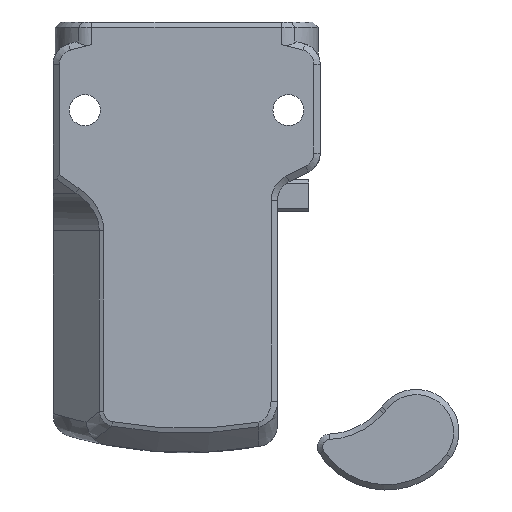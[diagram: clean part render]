
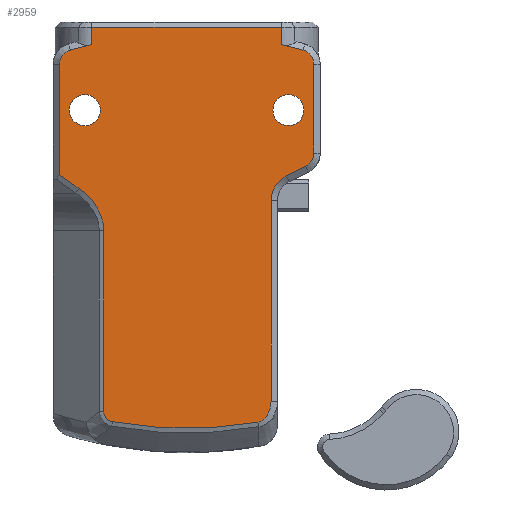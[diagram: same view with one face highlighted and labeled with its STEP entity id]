
A CAD part, front view. The second image highlights one B-rep face of the part: STEP entity #2959.
In plain terms, the highlighted planar face has unit normal (0, -1, 0).
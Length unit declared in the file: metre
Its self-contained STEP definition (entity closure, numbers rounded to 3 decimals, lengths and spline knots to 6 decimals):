
#28=FACE_BOUND('',#331,.T.);
#29=FACE_BOUND('',#332,.T.);
#89=B_SPLINE_CURVE_WITH_KNOTS('',3,(#4624,#4625,#4626,#4627),
 .UNSPECIFIED.,.F.,.F.,(4,4),(0.,1.),.UNSPECIFIED.);
#90=B_SPLINE_CURVE_WITH_KNOTS('',3,(#4631,#4632,#4633,#4634,#4635,#4636,
#4637,#4638,#4639,#4640),.UNSPECIFIED.,.F.,.F.,(4,2,2,2,4),(-0.138738,
-0.1013,-0.069571,-0.037802,0.),
 .UNSPECIFIED.);
#91=B_SPLINE_CURVE_WITH_KNOTS('',3,(#4644,#4645,#4646,#4647,#4648,#4649,
#4650,#4651,#4652,#4653,#4654,#4655),.UNSPECIFIED.,.F.,.F.,(4,2,2,2,2,4),
(-0.323088,-0.266501,-0.210442,-0.125527,
-0.062969,0.),.UNSPECIFIED.);
#155=FACE_OUTER_BOUND('',#330,.T.);
#330=EDGE_LOOP('',(#2061,#2062,#2063,#2064,#2065,#2066,#2067,#2068,#2069,
#2070,#2071,#2072,#2073,#2074,#2075,#2076,#2077,#2078,#2079));
#331=EDGE_LOOP('',(#2080));
#332=EDGE_LOOP('',(#2081));
#500=CIRCLE('',#3138,0.039463);
#518=CIRCLE('',#3174,0.0014);
#519=CIRCLE('',#3175,0.037814);
#520=CIRCLE('',#3176,0.0026);
#521=CIRCLE('',#3177,0.0014);
#522=CIRCLE('',#3178,0.0014);
#523=CIRCLE('',#3179,0.039463);
#524=CIRCLE('',#3180,0.00145);
#525=CIRCLE('',#3181,0.00145);
#651=LINE('',#4613,#966);
#652=LINE('',#4615,#967);
#653=LINE('',#4616,#968);
#654=LINE('',#4620,#969);
#655=LINE('',#4622,#970);
#656=LINE('',#4629,#971);
#657=LINE('',#4657,#972);
#658=LINE('',#4661,#973);
#659=LINE('',#4665,#974);
#966=VECTOR('',#3546,1.);
#967=VECTOR('',#3547,1.);
#968=VECTOR('',#3548,1.);
#969=VECTOR('',#3551,1.);
#970=VECTOR('',#3552,1.);
#971=VECTOR('',#3553,1.);
#972=VECTOR('',#3556,1.);
#973=VECTOR('',#3559,1.);
#974=VECTOR('',#3562,1.);
#1230=VERTEX_POINT('',#4284);
#1231=VERTEX_POINT('',#4286);
#1305=VERTEX_POINT('',#4611);
#1306=VERTEX_POINT('',#4612);
#1307=VERTEX_POINT('',#4614);
#1308=VERTEX_POINT('',#4617);
#1309=VERTEX_POINT('',#4619);
#1310=VERTEX_POINT('',#4621);
#1311=VERTEX_POINT('',#4623);
#1312=VERTEX_POINT('',#4628);
#1313=VERTEX_POINT('',#4630);
#1314=VERTEX_POINT('',#4641);
#1315=VERTEX_POINT('',#4643);
#1316=VERTEX_POINT('',#4656);
#1317=VERTEX_POINT('',#4658);
#1318=VERTEX_POINT('',#4660);
#1319=VERTEX_POINT('',#4662);
#1320=VERTEX_POINT('',#4664);
#1321=VERTEX_POINT('',#4666);
#1322=VERTEX_POINT('',#4669);
#1323=VERTEX_POINT('',#4671);
#1512=EDGE_CURVE('',#1231,#1230,#500,.T.);
#1601=EDGE_CURVE('',#1305,#1306,#651,.F.);
#1602=EDGE_CURVE('',#1306,#1307,#652,.T.);
#1603=EDGE_CURVE('',#1307,#1231,#653,.T.);
#1604=EDGE_CURVE('',#1230,#1308,#518,.T.);
#1605=EDGE_CURVE('',#1308,#1309,#654,.T.);
#1606=EDGE_CURVE('',#1309,#1310,#655,.T.);
#1607=EDGE_CURVE('',#1310,#1311,#89,.T.);
#1608=EDGE_CURVE('',#1311,#1312,#656,.T.);
#1609=EDGE_CURVE('',#1312,#1313,#90,.T.);
#1610=EDGE_CURVE('',#1313,#1314,#519,.T.);
#1611=EDGE_CURVE('',#1314,#1315,#91,.T.);
#1612=EDGE_CURVE('',#1315,#1316,#657,.T.);
#1613=EDGE_CURVE('',#1316,#1317,#520,.F.);
#1614=EDGE_CURVE('',#1317,#1318,#658,.T.);
#1615=EDGE_CURVE('',#1318,#1319,#521,.T.);
#1616=EDGE_CURVE('',#1319,#1320,#659,.T.);
#1617=EDGE_CURVE('',#1320,#1321,#522,.T.);
#1618=EDGE_CURVE('',#1321,#1305,#523,.T.);
#1619=EDGE_CURVE('',#1322,#1322,#524,.T.);
#1620=EDGE_CURVE('',#1323,#1323,#525,.T.);
#2061=ORIENTED_EDGE('',*,*,#1601,.T.);
#2062=ORIENTED_EDGE('',*,*,#1602,.T.);
#2063=ORIENTED_EDGE('',*,*,#1603,.T.);
#2064=ORIENTED_EDGE('',*,*,#1512,.T.);
#2065=ORIENTED_EDGE('',*,*,#1604,.T.);
#2066=ORIENTED_EDGE('',*,*,#1605,.T.);
#2067=ORIENTED_EDGE('',*,*,#1606,.T.);
#2068=ORIENTED_EDGE('',*,*,#1607,.T.);
#2069=ORIENTED_EDGE('',*,*,#1608,.T.);
#2070=ORIENTED_EDGE('',*,*,#1609,.T.);
#2071=ORIENTED_EDGE('',*,*,#1610,.T.);
#2072=ORIENTED_EDGE('',*,*,#1611,.T.);
#2073=ORIENTED_EDGE('',*,*,#1612,.T.);
#2074=ORIENTED_EDGE('',*,*,#1613,.T.);
#2075=ORIENTED_EDGE('',*,*,#1614,.T.);
#2076=ORIENTED_EDGE('',*,*,#1615,.T.);
#2077=ORIENTED_EDGE('',*,*,#1616,.T.);
#2078=ORIENTED_EDGE('',*,*,#1617,.T.);
#2079=ORIENTED_EDGE('',*,*,#1618,.T.);
#2080=ORIENTED_EDGE('',*,*,#1619,.F.);
#2081=ORIENTED_EDGE('',*,*,#1620,.F.);
#2845=PLANE('',#3173);
#2959=ADVANCED_FACE('',(#155,#28,#29),#2845,.T.);
#3138=AXIS2_PLACEMENT_3D('',#4287,#3418,#3419);
#3173=AXIS2_PLACEMENT_3D('',#4610,#3544,#3545);
#3174=AXIS2_PLACEMENT_3D('',#4618,#3549,#3550);
#3175=AXIS2_PLACEMENT_3D('',#4642,#3554,#3555);
#3176=AXIS2_PLACEMENT_3D('',#4659,#3557,#3558);
#3177=AXIS2_PLACEMENT_3D('',#4663,#3560,#3561);
#3178=AXIS2_PLACEMENT_3D('',#4667,#3563,#3564);
#3179=AXIS2_PLACEMENT_3D('',#4668,#3565,#3566);
#3180=AXIS2_PLACEMENT_3D('',#4670,#3567,#3568);
#3181=AXIS2_PLACEMENT_3D('',#4672,#3569,#3570);
#3418=DIRECTION('center_axis',(0.,-1.,0.));
#3419=DIRECTION('ref_axis',(0.,0.,-1.));
#3544=DIRECTION('center_axis',(0.,-1.,0.));
#3545=DIRECTION('ref_axis',(0.,0.,-1.));
#3546=DIRECTION('',(0.,0.,-1.));
#3547=DIRECTION('',(-1.,0.,0.));
#3548=DIRECTION('',(0.,0.,-1.));
#3549=DIRECTION('center_axis',(0.,-1.,0.));
#3550=DIRECTION('ref_axis',(0.,0.,-1.));
#3551=DIRECTION('',(0.,0.,-1.));
#3552=DIRECTION('',(0.816,0.,-0.577));
#3553=DIRECTION('',(0.,0.,-1.));
#3554=DIRECTION('center_axis',(0.,-1.,0.));
#3555=DIRECTION('ref_axis',(0.,0.,-1.));
#3556=DIRECTION('',(0.,0.,1.));
#3557=DIRECTION('center_axis',(0.,-1.,0.));
#3558=DIRECTION('ref_axis',(0.,0.,-1.));
#3559=DIRECTION('',(0.894,0.,0.447));
#3560=DIRECTION('center_axis',(0.,-1.,0.));
#3561=DIRECTION('ref_axis',(0.,0.,-1.));
#3562=DIRECTION('',(0.,0.,1.));
#3563=DIRECTION('center_axis',(0.,-1.,0.));
#3564=DIRECTION('ref_axis',(0.,0.,-1.));
#3565=DIRECTION('center_axis',(0.,-1.,0.));
#3566=DIRECTION('ref_axis',(0.,0.,-1.));
#3567=DIRECTION('center_axis',(0.,-1.,0.));
#3568=DIRECTION('ref_axis',(0.,0.,-1.));
#3569=DIRECTION('center_axis',(0.,-1.,0.));
#3570=DIRECTION('ref_axis',(0.,0.,-1.));
#4284=CARTESIAN_POINT('',(-0.010886,-0.02,0.033669));
#4286=CARTESIAN_POINT('',(-0.008882,-0.02,0.034187));
#4287=CARTESIAN_POINT('Origin',(0.,-0.02,-0.004263));
#4610=CARTESIAN_POINT('Origin',(-0.0016,-0.02,0.022802));
#4611=CARTESIAN_POINT('',(0.008882,-0.02,0.034187));
#4612=CARTESIAN_POINT('',(0.008882,-0.02,0.0358));
#4613=CARTESIAN_POINT('',(0.008882,-0.02,0.022802));
#4614=CARTESIAN_POINT('',(-0.008882,-0.02,0.0358));
#4615=CARTESIAN_POINT('',(-0.0016,-0.02,0.0358));
#4616=CARTESIAN_POINT('',(-0.008882,-0.02,0.022802));
#4617=CARTESIAN_POINT('',(-0.0119,-0.02,0.032323));
#4618=CARTESIAN_POINT('Origin',(-0.0105,-0.02,0.032323));
#4619=CARTESIAN_POINT('',(-0.0119,-0.02,0.02201));
#4620=CARTESIAN_POINT('',(-0.0119,-0.02,0.02201));
#4621=CARTESIAN_POINT('',(-0.010071,-0.02,0.020717));
#4622=CARTESIAN_POINT('',(-0.009871,-0.02,0.020576));
#4623=CARTESIAN_POINT('',(-0.007751,-0.02,0.016757));
#4624=CARTESIAN_POINT('Ctrl Pts',(-0.010071,-0.02,0.020717));
#4625=CARTESIAN_POINT('Ctrl Pts',(-0.008597,-0.02,0.019684));
#4626=CARTESIAN_POINT('Ctrl Pts',(-0.007743,-0.02,0.018226));
#4627=CARTESIAN_POINT('Ctrl Pts',(-0.007751,-0.02,0.016757));
#4628=CARTESIAN_POINT('',(-0.007751,-0.02,-0.000135));
#4629=CARTESIAN_POINT('',(-0.007751,-0.02,0.000011));
#4630=CARTESIAN_POINT('',(-0.006943,-0.02,-0.001109));
#4631=CARTESIAN_POINT('Ctrl Pts',(-0.007751,-0.02,-0.000135));
#4632=CARTESIAN_POINT('Ctrl Pts',(-0.007752,-0.02,-0.00026));
#4633=CARTESIAN_POINT('Ctrl Pts',(-0.007733,-0.02,-0.000386));
#4634=CARTESIAN_POINT('Ctrl Pts',(-0.007657,-0.02,-0.000604));
#4635=CARTESIAN_POINT('Ctrl Pts',(-0.007607,-0.02,-0.000697));
#4636=CARTESIAN_POINT('Ctrl Pts',(-0.007472,-0.02,-0.00086));
#4637=CARTESIAN_POINT('Ctrl Pts',(-0.007389,-0.02,-0.000927));
#4638=CARTESIAN_POINT('Ctrl Pts',(-0.007189,-0.02,-0.001044));
#4639=CARTESIAN_POINT('Ctrl Pts',(-0.007067,-0.02,-0.001086));
#4640=CARTESIAN_POINT('Ctrl Pts',(-0.006943,-0.02,-0.001109));
#4641=CARTESIAN_POINT('',(0.006675,-0.02,-0.001158));
#4642=CARTESIAN_POINT('Origin',(0.,-0.02,0.036063));
#4643=CARTESIAN_POINT('',(0.0079,-0.02,0.000823));
#4644=CARTESIAN_POINT('Ctrl Pts',(0.006675,-0.02,-0.001158));
#4645=CARTESIAN_POINT('Ctrl Pts',(0.006778,-0.02,-0.001139));
#4646=CARTESIAN_POINT('Ctrl Pts',(0.006877,-0.02,-0.001105));
#4647=CARTESIAN_POINT('Ctrl Pts',(0.007064,-0.02,-0.00101));
#4648=CARTESIAN_POINT('Ctrl Pts',(0.00715,-0.02,-0.00095));
#4649=CARTESIAN_POINT('Ctrl Pts',(0.007348,-0.02,-0.000778));
#4650=CARTESIAN_POINT('Ctrl Pts',(0.007482,-0.02,-0.000637));
#4651=CARTESIAN_POINT('Ctrl Pts',(0.007711,-0.02,-0.000202));
#4652=CARTESIAN_POINT('Ctrl Pts',(0.007782,-0.02,-0.000005));
#4653=CARTESIAN_POINT('Ctrl Pts',(0.007877,-0.02,0.000403));
#4654=CARTESIAN_POINT('Ctrl Pts',(0.007899,-0.02,0.000613));
#4655=CARTESIAN_POINT('Ctrl Pts',(0.0079,-0.02,0.000823));
#4656=CARTESIAN_POINT('',(0.0079,-0.02,0.019564));
#4657=CARTESIAN_POINT('',(0.0079,-0.02,0.019564));
#4658=CARTESIAN_POINT('',(0.009337,-0.02,0.021889));
#4659=CARTESIAN_POINT('Origin',(0.0105,-0.02,0.019564));
#4660=CARTESIAN_POINT('',(0.011126,-0.02,0.022784));
#4661=CARTESIAN_POINT('',(0.011126,-0.02,0.022784));
#4662=CARTESIAN_POINT('',(0.0119,-0.02,0.024036));
#4663=CARTESIAN_POINT('Origin',(0.0105,-0.02,0.024036));
#4664=CARTESIAN_POINT('',(0.0119,-0.02,0.032323));
#4665=CARTESIAN_POINT('',(0.0119,-0.02,0.022802));
#4666=CARTESIAN_POINT('',(0.010886,-0.02,0.033669));
#4667=CARTESIAN_POINT('Origin',(0.0105,-0.02,0.032323));
#4668=CARTESIAN_POINT('Origin',(0.,-0.02,-0.004263));
#4669=CARTESIAN_POINT('',(0.009525,-0.02,0.0266));
#4670=CARTESIAN_POINT('Origin',(0.009525,-0.02,0.02805));
#4671=CARTESIAN_POINT('',(-0.009525,-0.02,0.0266));
#4672=CARTESIAN_POINT('Origin',(-0.009525,-0.02,0.02805));
